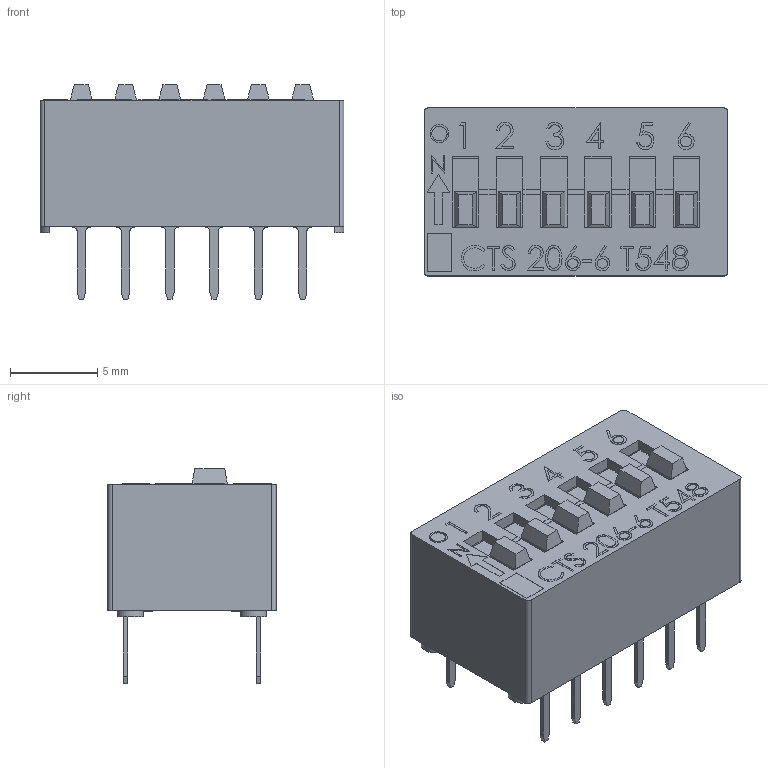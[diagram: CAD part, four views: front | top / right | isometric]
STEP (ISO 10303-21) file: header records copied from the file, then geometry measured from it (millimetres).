
FILE_DESCRIPTION (( 'STEP AP214' ), '1' );
FILE_NAME ('206-6.STEP', '2019-05-24T06:39:47', ( '' ), ( '' ), 'SwSTEP 2.0', 'SolidWorks 2019', '' );
FILE_SCHEMA (( 'AUTOMOTIVE_DESIGN' ));
Length unit declared in the file: millimetre
Products named in the file (4): 206-6; 206-40-036(for 206006); 206-56-014-35-01; 206-93&94-6pole
Assembly tree (8 placements, depth 2):
  206-6
    206-40-036(for 206006)
    206-93&94-6pole
    206-56-014-35-01  x6
Bounding box: 17.42 x 9.65 x 12.32 mm (x, y, z)
Volume: 779.1 mm3; surface area: 2333.6 mm2
Topology: 8 solids, 8 shells, 752 faces, 2034 edges, 1346 vertices
Faces by surface type: plane 543, bspline 127, cylinder 82
Entity records: 25526 total; most frequent: CARTESIAN_POINT 11309, ORIENTED_EDGE 3058, DIRECTION 2253, EDGE_CURVE 1529, VECTOR 1189, LINE 1189, VERTEX_POINT 1016, EDGE_LOOP 619
